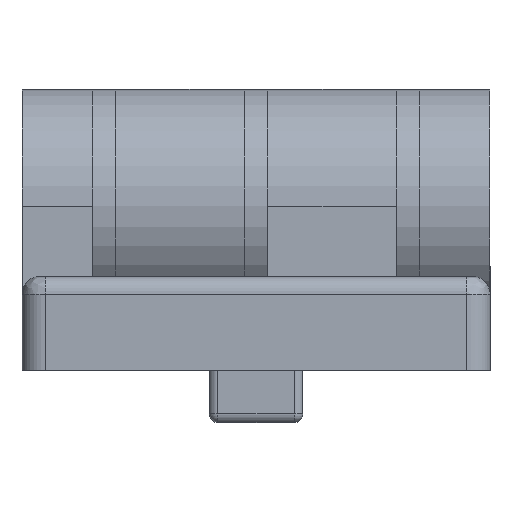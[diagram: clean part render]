
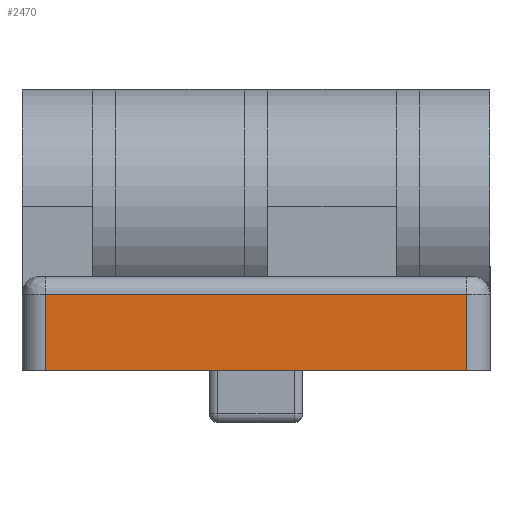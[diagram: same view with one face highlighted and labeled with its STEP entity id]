
A CAD part, left-side view. The second image highlights one B-rep face of the part: STEP entity #2470.
In plain terms, the highlighted planar face has unit normal (-1, 0, 0).
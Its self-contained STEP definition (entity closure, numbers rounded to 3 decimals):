
#115=PLANE($,#2762);
#254=FACE_OUTER_BOUND($,#434,.T.);
#434=EDGE_LOOP($,(#2121,#2122,#2123,#2124));
#754=LINE($,#4039,#942);
#806=LINE($,#4239,#994);
#808=LINE($,#4245,#996);
#820=LINE($,#4280,#1008);
#942=VECTOR($,#3224,36.);
#994=VECTOR($,#3430,6.5);
#996=VECTOR($,#3436,36.);
#1008=VECTOR($,#3466,6.5);
#1142=VERTEX_POINT($,#4031);
#1144=VERTEX_POINT($,#4037);
#1206=VERTEX_POINT($,#4238);
#1208=VERTEX_POINT($,#4244);
#1426=EDGE_CURVE($,#1144,#1142,#754,.T.);
#1521=EDGE_CURVE($,#1142,#1206,#806,.T.);
#1524=EDGE_CURVE($,#1208,#1206,#808,.T.);
#1544=EDGE_CURVE($,#1208,#1144,#820,.T.);
#2121=ORIENTED_EDGE($,*,*,#1426,.F.);
#2122=ORIENTED_EDGE($,*,*,#1544,.F.);
#2123=ORIENTED_EDGE($,*,*,#1524,.T.);
#2124=ORIENTED_EDGE($,*,*,#1521,.F.);
#2470=ADVANCED_FACE($,(#254),#115,.T.);
#2762=AXIS2_PLACEMENT_3D($,#4279,#3464,#3465);
#3224=DIRECTION($,(0.,-1.,0.));
#3430=DIRECTION($,(0.,0.,-1.));
#3436=DIRECTION($,(0.,-1.,0.));
#3464=DIRECTION('center_axis',(-1.,0.,0.));
#3465=DIRECTION('ref_axis',(0.,0.,1.));
#3466=DIRECTION($,(0.,0.,1.));
#4031=CARTESIAN_POINT('',(-40.,-18.,-7.5));
#4037=CARTESIAN_POINT('',(-40.,18.,-7.5));
#4039=CARTESIAN_POINT($,(-40.,18.,-7.5));
#4238=CARTESIAN_POINT('',(-40.,-18.,-14.));
#4239=CARTESIAN_POINT($,(-40.,-18.,-7.5));
#4244=CARTESIAN_POINT('',(-40.,18.,-14.));
#4245=CARTESIAN_POINT($,(-40.,18.,-14.));
#4279=CARTESIAN_POINT('Origin',(-40.,-20.,-18.5));
#4280=CARTESIAN_POINT($,(-40.,18.,-14.));
